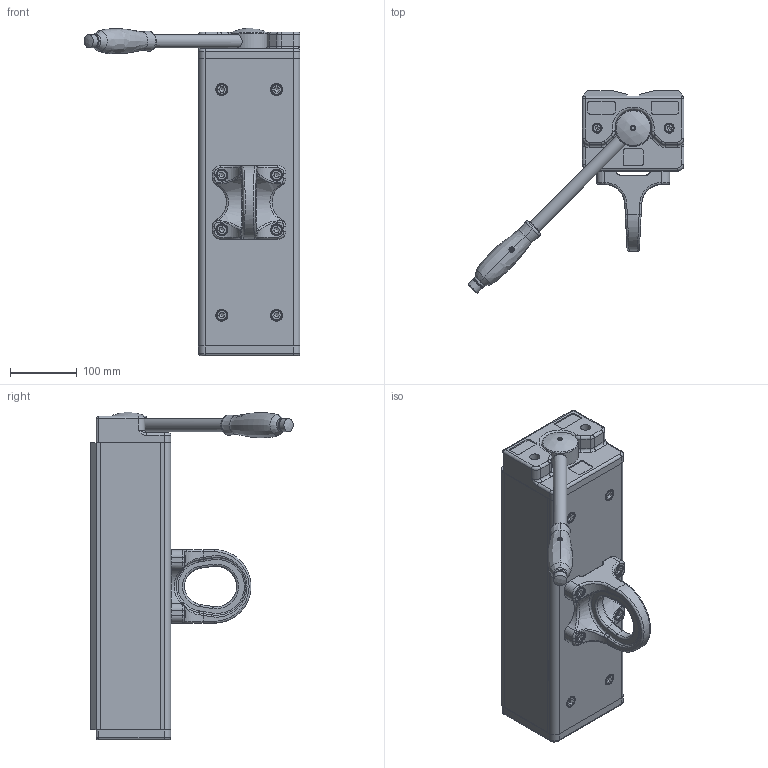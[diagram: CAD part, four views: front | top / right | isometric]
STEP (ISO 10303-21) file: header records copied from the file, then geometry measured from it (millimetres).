
FILE_DESCRIPTION(/* description */ (''),/* implementation_level */ '2;1');
FILE_NAME(/* name */ 'E0161874.stp',/* time_stamp */ '2024-06-11T11:17:39+02:00',/* author */ ('ep'),/* organization */ (''),/* preprocessor_version */ 'ST-DEVELOPER v18.1',/* originating_system */ 'Autodesk Inventor 2021',/* authorisation */ '');
FILE_SCHEMA (('AUTOMOTIVE_DESIGN { 1 0 10303 214 3 1 1 }'));
Products named in the file (1): E0161874
Bounding box: 323.37 x 303.37 x 491.21 mm (x, y, z)
Volume: 8527731.3 mm3; surface area: 1334661.3 mm2
Topology: 112 solids, 114 shells, 2191 faces, 4981 edges, 3065 vertices
Faces by surface type: plane 1141, cylinder 503, cone 344, torus 127, bspline 66, sphere 10
Full cylindrical faces by diameter (mm): 3.3 x42, 4 x42, 4.5 x40, 5 x5, 6 x2, 6.1 x1, 6.8 x6, 7.64 x40, 8 x8, 8.5 x10, 9 x4, 9.8 x2, 10 x9, 10.2 x1, 10.5 x12, 12 x1, 13 x6, 14 x2, 15 x2, 16 x8, 17 x8, 17.8 x1, 19.8 x2, 20 x2, 20.05 x1, 54 x1, 54.95 x2, 55 x5, 62 x2, 66.667 x2
Entity records: 88019 total; most frequent: CARTESIAN_POINT 38894, DIRECTION 10336, ORIENTED_EDGE 9720, EDGE_CURVE 4860, AXIS2_PLACEMENT_3D 3792, VERTEX_POINT 3065, LINE 2752, VECTOR 2752
